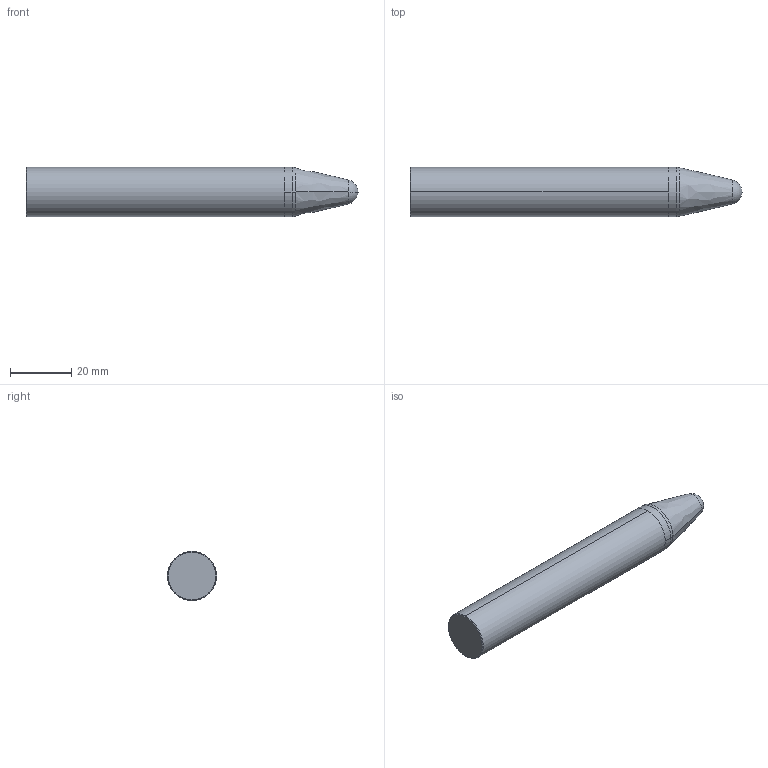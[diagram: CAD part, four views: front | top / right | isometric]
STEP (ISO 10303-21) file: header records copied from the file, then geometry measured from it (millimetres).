
FILE_DESCRIPTION((''),'2;1');
FILE_NAME('303-006-018_QU1_ASM','2018-01-11T',('piechottad'),(''),'CREO PARAMETRIC BY PTC INC, 2016380','CREO PARAMETRIC BY PTC INC, 2016380','');
FILE_SCHEMA(('AUTOMOTIVE_DESIGN { 1 0 10303 214 1 1 1 1 }'));
Length unit declared in the file: millimetre
Products named in the file (3): 52753162NC; 52753162C; 303-006-018_QU1_ASM
Assembly tree (2 placements, depth 2):
  303-006-018_QU1_ASM
    52753162NC
    52753162C
Bounding box: 108 x 16 x 16 mm (x, y, z)
Volume: 16887.6 mm3; surface area: 5738.2 mm2
Topology: 1 solids, 2 shells, 15 faces, 32 edges, 20 vertices
Faces by surface type: cylinder 4, bspline 4, plane 3, cone 2, sphere 2
Entity records: 1728 total; most frequent: CARTESIAN_POINT 214, DIRECTION 148, PROPERTY_DEFINITION 118, REPRESENTATION 116, PROPERTY_DEFINITION_REPRESENTATION 116, DESCRIPTIVE_REPRESENTATION_ITEM 80, PRESENTATION_STYLE_ASSIGNMENT 79, STYLED_ITEM 79
